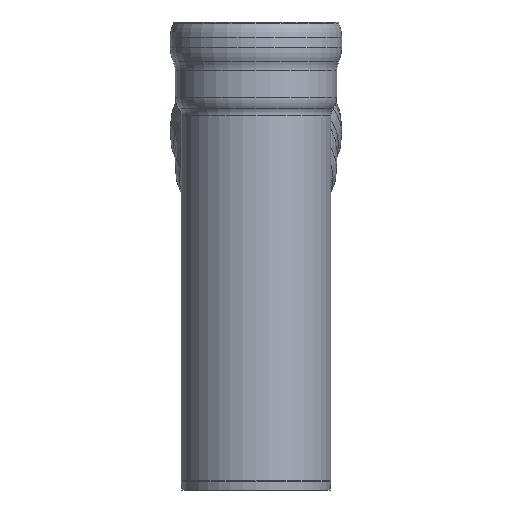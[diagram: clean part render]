
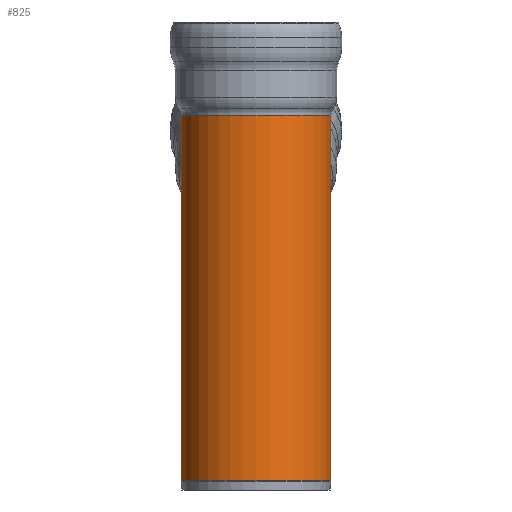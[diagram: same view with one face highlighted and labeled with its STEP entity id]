
A CAD part, left-side view. The second image highlights one B-rep face of the part: STEP entity #825.
In plain terms, the highlighted cylindrical face has radius 665 mm (diameter 1330 mm), a full revolution.
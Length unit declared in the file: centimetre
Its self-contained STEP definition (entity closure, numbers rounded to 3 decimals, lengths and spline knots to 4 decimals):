
#32=ELLIPSE('',#921,71.9791,66.5);
#33=ELLIPSE('',#922,173.7729,66.5);
#34=ELLIPSE('',#923,173.7729,66.5);
#35=ELLIPSE('',#924,71.9791,66.5);
#61=LINE('',#1463,#87);
#62=LINE('',#1468,#88);
#87=VECTOR('',#1151,66.5);
#88=VECTOR('',#1156,66.5);
#110=CYLINDRICAL_SURFACE('',#920,66.5);
#136=FACE_OUTER_BOUND('',#183,.T.);
#183=EDGE_LOOP('',(#617,#618,#619,#620,#621,#622,#623,#624,#625,#626,#627,
#628));
#251=CIRCLE('',#912,66.5);
#252=CIRCLE('',#913,66.5);
#255=CIRCLE('',#917,66.5);
#256=CIRCLE('',#918,66.5);
#333=VERTEX_POINT('',#1446);
#334=VERTEX_POINT('',#1448);
#337=VERTEX_POINT('',#1455);
#338=VERTEX_POINT('',#1457);
#339=VERTEX_POINT('',#1462);
#340=VERTEX_POINT('',#1464);
#341=VERTEX_POINT('',#1466);
#342=VERTEX_POINT('',#1469);
#434=EDGE_CURVE('',#333,#334,#251,.T.);
#435=EDGE_CURVE('',#334,#333,#252,.T.);
#438=EDGE_CURVE('',#337,#338,#255,.T.);
#439=EDGE_CURVE('',#338,#337,#256,.T.);
#441=EDGE_CURVE('',#338,#339,#61,.T.);
#442=EDGE_CURVE('',#339,#340,#32,.T.);
#443=EDGE_CURVE('',#340,#341,#33,.T.);
#444=EDGE_CURVE('',#341,#334,#62,.T.);
#445=EDGE_CURVE('',#341,#342,#34,.T.);
#446=EDGE_CURVE('',#342,#339,#35,.T.);
#617=ORIENTED_EDGE('',*,*,#438,.F.);
#618=ORIENTED_EDGE('',*,*,#439,.F.);
#619=ORIENTED_EDGE('',*,*,#441,.T.);
#620=ORIENTED_EDGE('',*,*,#442,.T.);
#621=ORIENTED_EDGE('',*,*,#443,.T.);
#622=ORIENTED_EDGE('',*,*,#444,.T.);
#623=ORIENTED_EDGE('',*,*,#434,.F.);
#624=ORIENTED_EDGE('',*,*,#435,.F.);
#625=ORIENTED_EDGE('',*,*,#444,.F.);
#626=ORIENTED_EDGE('',*,*,#445,.T.);
#627=ORIENTED_EDGE('',*,*,#446,.T.);
#628=ORIENTED_EDGE('',*,*,#441,.F.);
#825=ADVANCED_FACE('',(#136),#110,.T.);
#912=AXIS2_PLACEMENT_3D('',#1449,#1133,#1134);
#913=AXIS2_PLACEMENT_3D('',#1450,#1135,#1136);
#917=AXIS2_PLACEMENT_3D('',#1458,#1143,#1144);
#918=AXIS2_PLACEMENT_3D('',#1459,#1145,#1146);
#920=AXIS2_PLACEMENT_3D('',#1461,#1149,#1150);
#921=AXIS2_PLACEMENT_3D('',#1465,#1152,#1153);
#922=AXIS2_PLACEMENT_3D('',#1467,#1154,#1155);
#923=AXIS2_PLACEMENT_3D('',#1470,#1157,#1158);
#924=AXIS2_PLACEMENT_3D('',#1471,#1159,#1160);
#1133=DIRECTION('center_axis',(0.,0.,1.));
#1134=DIRECTION('ref_axis',(-1.,0.,0.));
#1135=DIRECTION('center_axis',(0.,0.,1.));
#1136=DIRECTION('ref_axis',(-1.,0.,0.));
#1143=DIRECTION('center_axis',(0.,0.,-1.));
#1144=DIRECTION('ref_axis',(1.,0.,0.));
#1145=DIRECTION('center_axis',(0.,0.,-1.));
#1146=DIRECTION('ref_axis',(1.,0.,0.));
#1149=DIRECTION('center_axis',(0.,0.,-1.));
#1150=DIRECTION('ref_axis',(-1.,0.,0.));
#1151=DIRECTION('',(0.,0.,1.));
#1152=DIRECTION('center_axis',(-0.383,0.,
-0.924));
#1153=DIRECTION('ref_axis',(-0.924,0.,0.383));
#1154=DIRECTION('center_axis',(-0.924,0.,
0.383));
#1155=DIRECTION('ref_axis',(-0.383,0.,-0.924));
#1156=DIRECTION('',(0.,0.,1.));
#1157=DIRECTION('center_axis',(-0.924,0.,
0.383));
#1158=DIRECTION('ref_axis',(-0.383,0.,-0.924));
#1159=DIRECTION('center_axis',(-0.383,0.,
-0.924));
#1160=DIRECTION('ref_axis',(-0.924,0.,0.383));
#1446=CARTESIAN_POINT('',(1225.5899,410.8951,125.));
#1448=CARTESIAN_POINT('',(1292.0899,477.3951,125.));
#1449=CARTESIAN_POINT('Origin',(1225.5899,477.3951,125.));
#1450=CARTESIAN_POINT('Origin',(1225.5899,477.3951,125.));
#1455=CARTESIAN_POINT('',(1225.5899,410.8951,-199.1725));
#1457=CARTESIAN_POINT('',(1292.0899,477.3951,-199.1725));
#1458=CARTESIAN_POINT('Origin',(1225.5899,477.3951,-199.1725));
#1459=CARTESIAN_POINT('Origin',(1225.5899,477.3951,-199.1725));
#1461=CARTESIAN_POINT('Origin',(1225.5899,477.3951,-37.3046));
#1462=CARTESIAN_POINT('',(1292.0899,477.3951,-105.0452));
#1463=CARTESIAN_POINT('',(1292.0899,477.3951,-37.3046));
#1464=CARTESIAN_POINT('',(1225.5899,410.8951,-77.5));
#1465=CARTESIAN_POINT('Origin',(1225.5899,477.3951,-77.5));
#1466=CARTESIAN_POINT('',(1292.0899,477.3951,83.0452));
#1467=CARTESIAN_POINT('Origin',(1225.5899,477.3951,-77.5));
#1468=CARTESIAN_POINT('',(1292.0899,477.3951,-37.3046));
#1469=CARTESIAN_POINT('',(1225.5899,543.8951,-77.5));
#1470=CARTESIAN_POINT('Origin',(1225.5899,477.3951,-77.5));
#1471=CARTESIAN_POINT('Origin',(1225.5899,477.3951,-77.5));
